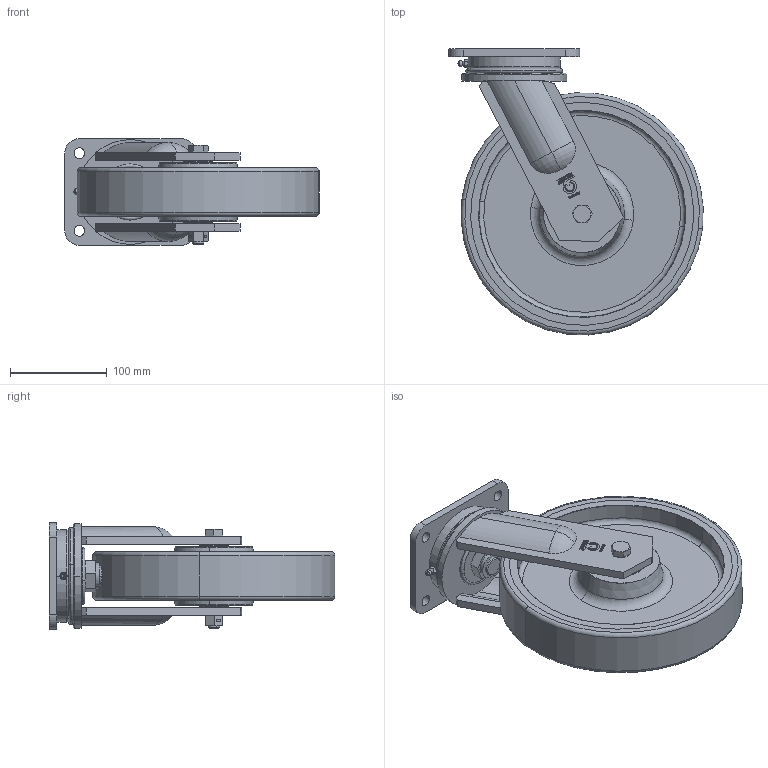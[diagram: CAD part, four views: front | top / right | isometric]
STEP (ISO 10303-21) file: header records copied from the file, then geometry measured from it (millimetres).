
FILE_DESCRIPTION (( 'STEP AP214' ), '1' );
FILE_NAME ('0010121_L-HB-PUZG-250-K-3.STEP', '2015-08-28T08:11:28', ( '' ), ( '' ), 'SwSTEP 2.0', 'SolidWorks 2014', '' );
FILE_SCHEMA (( 'AUTOMOTIVE_DESIGN' ));
Length unit declared in the file: millimetre
Products named in the file (2): 0010121_L-HB-PUZG-250-K-3
Bounding box: 262.33 x 294.83 x 110 mm (x, y, z)
Surface area: 394707.4 mm2 (no closed solid volume)
Topology: 0 solids, 20 shells, 840 faces, 2104 edges, 1356 vertices
Faces by surface type: plane 377, bspline 204, cylinder 113, cone 88, torus 56, sphere 2
Entity records: 38158 total; most frequent: CARTESIAN_POINT 10706, ORIENTED_EDGE 4166, DIRECTION 2914, EDGE_CURVE 2099, VERTEX_POINT 1355, AXIS2_PLACEMENT_3D 1063, EDGE_LOOP 942, B_SPLINE_CURVE_WITH_KNOTS 874
